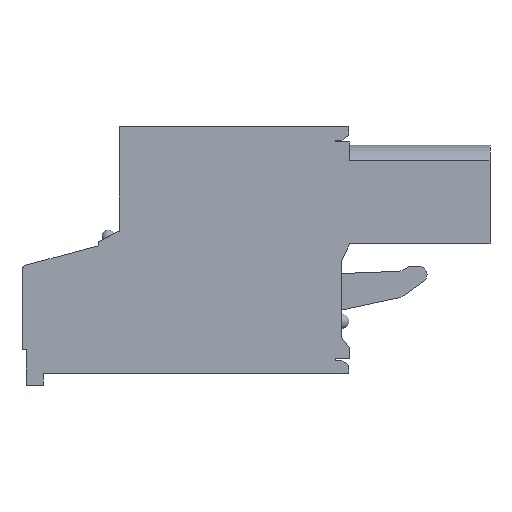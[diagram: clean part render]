
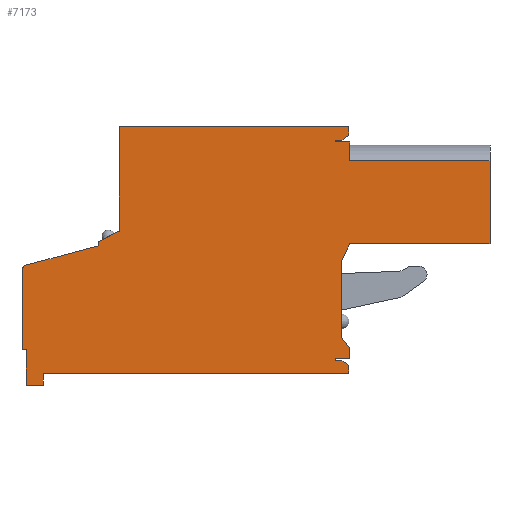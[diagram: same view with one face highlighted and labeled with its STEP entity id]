
A CAD part, left-side view. The second image highlights one B-rep face of the part: STEP entity #7173.
In plain terms, the highlighted planar face has unit normal (-1, 0, 0).
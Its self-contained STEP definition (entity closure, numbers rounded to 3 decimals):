
#1311=DIRECTION('',(0.,0.,-1.));
#1312=VECTOR('',#1311,4.89);
#1313=CARTESIAN_POINT('',(0.,-8.3,-2.));
#1314=LINE('',#1313,#1312);
#1315=DIRECTION('',(0.,-1.,0.));
#1316=VECTOR('',#1315,8.23);
#1317=CARTESIAN_POINT('',(0.,-0.07,-6.89));
#1318=LINE('',#1317,#1316);
#1319=DIRECTION('',(0.,-0.439,0.898));
#1320=VECTOR('',#1319,1.139);
#1321=CARTESIAN_POINT('',(0.,0.43,-7.913));
#1322=LINE('',#1321,#1320);
#1323=DIRECTION('',(0.,0.,1.));
#1324=VECTOR('',#1323,4.45);
#1325=CARTESIAN_POINT('',(0.,0.43,-12.363));
#1326=LINE('',#1325,#1324);
#1327=DIRECTION('',(0.,0.6,0.8));
#1328=VECTOR('',#1327,0.833);
#1329=CARTESIAN_POINT('',(0.,-0.07,-13.03));
#1330=LINE('',#1329,#1328);
#1331=DIRECTION('',(0.,0.,1.));
#1332=VECTOR('',#1331,0.6);
#1333=CARTESIAN_POINT('',(0.,-0.07,-13.63));
#1334=LINE('',#1333,#1332);
#1335=DIRECTION('',(0.,-1.,0.));
#1336=VECTOR('',#1335,0.85);
#1337=CARTESIAN_POINT('',(0.,0.78,-13.63));
#1338=LINE('',#1337,#1336);
#1339=DIRECTION('',(0.,0.,1.));
#1340=VECTOR('',#1339,0.1);
#1341=CARTESIAN_POINT('',(0.,0.78,-13.73));
#1342=LINE('',#1341,#1340);
#1343=DIRECTION('',(0.,1.,0.));
#1344=VECTOR('',#1343,0.38);
#1345=CARTESIAN_POINT('',(0.,0.4,-13.73));
#1346=LINE('',#1345,#1344);
#1347=DIRECTION('',(0.,0.8,0.6));
#1348=VECTOR('',#1347,0.5);
#1349=CARTESIAN_POINT('',(0.,0.,-14.03));
#1350=LINE('',#1349,#1348);
#1351=DIRECTION('',(0.,0.,1.));
#1352=VECTOR('',#1351,0.47);
#1353=CARTESIAN_POINT('',(0.,0.,-14.5));
#1354=LINE('',#1353,#1352);
#1355=DIRECTION('',(0.,-1.,0.));
#1356=VECTOR('',#1355,17.95);
#1357=CARTESIAN_POINT('',(0.,17.95,-14.5));
#1358=LINE('',#1357,#1356);
#1359=DIRECTION('',(0.,0.,1.));
#1360=VECTOR('',#1359,0.7);
#1361=CARTESIAN_POINT('',(0.,17.95,-15.2));
#1362=LINE('',#1361,#1360);
#1363=DIRECTION('',(0.,1.,0.));
#1364=VECTOR('',#1363,1.);
#1365=CARTESIAN_POINT('',(0.,17.95,-15.2));
#1366=LINE('',#1365,#1364);
#1367=DIRECTION('',(0.,0.,-1.));
#1368=VECTOR('',#1367,2.1);
#1369=CARTESIAN_POINT('',(0.,18.95,-13.1));
#1370=LINE('',#1369,#1368);
#1371=DIRECTION('',(0.,-1.,0.));
#1372=VECTOR('',#1371,0.25);
#1373=CARTESIAN_POINT('',(0.,19.2,-13.1));
#1374=LINE('',#1373,#1372);
#1375=DIRECTION('',(0.,0.,1.));
#1376=VECTOR('',#1375,4.67);
#1377=CARTESIAN_POINT('',(0.,19.2,-13.1));
#1378=LINE('',#1377,#1376);
#1379=CARTESIAN_POINT('',(0.,18.9,-8.43));
#1380=DIRECTION('',(1.,0.,0.));
#1381=DIRECTION('',(0.,1.,0.));
#1382=AXIS2_PLACEMENT_3D('',#1379,#1380,#1381);
#1384=DIRECTION('',(0.,0.966,-0.259));
#1385=VECTOR('',#1384,4.418);
#1386=CARTESIAN_POINT('',(0.,14.71,-6.997));
#1387=LINE('',#1386,#1385);
#1388=DIRECTION('',(0.,0.,-1.));
#1389=VECTOR('',#1388,0.154);
#1390=CARTESIAN_POINT('',(0.,14.71,-6.843));
#1391=LINE('',#1390,#1389);
#1392=CARTESIAN_POINT('',(0.,14.585,-6.843));
#1393=DIRECTION('',(-1.,0.,0.));
#1394=DIRECTION('',(0.,0.454,0.891));
#1395=AXIS2_PLACEMENT_3D('',#1392,#1393,#1394);
#1397=DIRECTION('',(0.,0.891,-0.454));
#1398=VECTOR('',#1397,1.281);
#1399=CARTESIAN_POINT('',(0.,13.5,-6.15));
#1400=LINE('',#1399,#1398);
#1401=DIRECTION('',(0.,0.,-1.));
#1402=VECTOR('',#1401,6.05);
#1403=CARTESIAN_POINT('',(0.,13.5,-0.1));
#1404=LINE('',#1403,#1402);
#1405=CARTESIAN_POINT('',(0.,13.4,-0.1));
#1406=DIRECTION('',(-1.,0.,0.));
#1407=DIRECTION('',(0.,0.,1.));
#1408=AXIS2_PLACEMENT_3D('',#1405,#1406,#1407);
#1410=DIRECTION('',(0.,-1.,0.));
#1411=VECTOR('',#1410,13.4);
#1412=CARTESIAN_POINT('',(0.,13.4,0.));
#1413=LINE('',#1412,#1411);
#1414=DIRECTION('',(0.,0.,1.));
#1415=VECTOR('',#1414,0.5);
#1416=CARTESIAN_POINT('',(0.,0.,-0.5));
#1417=LINE('',#1416,#1415);
#1418=DIRECTION('',(0.,-0.8,0.6));
#1419=VECTOR('',#1418,0.5);
#1420=CARTESIAN_POINT('',(0.,0.4,-0.8));
#1421=LINE('',#1420,#1419);
#1422=DIRECTION('',(0.,-1.,0.));
#1423=VECTOR('',#1422,0.38);
#1424=CARTESIAN_POINT('',(0.,0.78,-0.8));
#1425=LINE('',#1424,#1423);
#1426=DIRECTION('',(0.,0.,1.));
#1427=VECTOR('',#1426,0.1);
#1428=CARTESIAN_POINT('',(0.,0.78,-0.9));
#1429=LINE('',#1428,#1427);
#1430=DIRECTION('',(0.,1.,0.));
#1431=VECTOR('',#1430,0.85);
#1432=CARTESIAN_POINT('',(0.,-0.07,-0.9));
#1433=LINE('',#1432,#1431);
#1434=DIRECTION('',(0.,0.,1.));
#1435=VECTOR('',#1434,1.1);
#1436=CARTESIAN_POINT('',(0.,-0.07,-2.));
#1437=LINE('',#1436,#1435);
#1438=DIRECTION('',(0.,-1.,0.));
#1439=VECTOR('',#1438,8.23);
#1440=CARTESIAN_POINT('',(0.,-0.07,-2.));
#1441=LINE('',#1440,#1439);
#4454=CARTESIAN_POINT('',(0.,-8.3,-2.));
#4455=CARTESIAN_POINT('',(0.,-8.3,-6.89));
#4456=VERTEX_POINT('',#4454);
#4457=VERTEX_POINT('',#4455);
#4458=CARTESIAN_POINT('',(0.,17.95,-15.2));
#4459=CARTESIAN_POINT('',(0.,18.95,-15.2));
#4460=VERTEX_POINT('',#4458);
#4461=VERTEX_POINT('',#4459);
#4462=CARTESIAN_POINT('',(0.,19.2,-13.1));
#4463=CARTESIAN_POINT('',(0.,19.2,-8.43));
#4464=VERTEX_POINT('',#4462);
#4465=VERTEX_POINT('',#4463);
#4466=CARTESIAN_POINT('',(0.,13.4,0.));
#4467=CARTESIAN_POINT('',(0.,0.,0.));
#4468=VERTEX_POINT('',#4466);
#4469=VERTEX_POINT('',#4467);
#4470=CARTESIAN_POINT('',(0.,17.95,-14.5));
#4471=VERTEX_POINT('',#4470);
#4472=CARTESIAN_POINT('',(0.,0.,-14.5));
#4473=VERTEX_POINT('',#4472);
#4474=CARTESIAN_POINT('',(0.,18.95,-13.1));
#4475=VERTEX_POINT('',#4474);
#4476=CARTESIAN_POINT('',(0.,13.5,-0.1));
#4477=CARTESIAN_POINT('',(0.,13.5,-6.15));
#4478=VERTEX_POINT('',#4476);
#4479=VERTEX_POINT('',#4477);
#4480=CARTESIAN_POINT('',(0.,14.71,-6.997));
#4481=CARTESIAN_POINT('',(0.,18.978,-8.14));
#4482=VERTEX_POINT('',#4480);
#4483=VERTEX_POINT('',#4481);
#4484=CARTESIAN_POINT('',(0.,14.642,-6.732));
#4485=VERTEX_POINT('',#4484);
#4486=CARTESIAN_POINT('',(0.,14.71,-6.843));
#4487=VERTEX_POINT('',#4486);
#4488=CARTESIAN_POINT('',(0.,-0.07,-0.9));
#4489=CARTESIAN_POINT('',(0.,0.78,-0.9));
#4490=VERTEX_POINT('',#4488);
#4491=VERTEX_POINT('',#4489);
#4492=CARTESIAN_POINT('',(0.,0.78,-13.63));
#4493=CARTESIAN_POINT('',(0.,-0.07,-13.63));
#4494=VERTEX_POINT('',#4492);
#4495=VERTEX_POINT('',#4493);
#4496=CARTESIAN_POINT('',(0.,-0.07,-13.03));
#4497=VERTEX_POINT('',#4496);
#4498=CARTESIAN_POINT('',(0.,0.43,-12.363));
#4499=VERTEX_POINT('',#4498);
#4500=CARTESIAN_POINT('',(0.,0.43,-7.913));
#4501=VERTEX_POINT('',#4500);
#4502=CARTESIAN_POINT('',(0.,-0.07,-6.89));
#4503=VERTEX_POINT('',#4502);
#4504=CARTESIAN_POINT('',(0.,0.,-14.03));
#4505=VERTEX_POINT('',#4504);
#4506=CARTESIAN_POINT('',(0.,0.4,-13.73));
#4507=VERTEX_POINT('',#4506);
#4508=CARTESIAN_POINT('',(0.,0.78,-13.73));
#4509=VERTEX_POINT('',#4508);
#4510=CARTESIAN_POINT('',(0.,0.78,-0.8));
#4511=VERTEX_POINT('',#4510);
#4512=CARTESIAN_POINT('',(0.,0.4,-0.8));
#4513=VERTEX_POINT('',#4512);
#4514=CARTESIAN_POINT('',(0.,0.,-0.5));
#4515=VERTEX_POINT('',#4514);
#4516=CARTESIAN_POINT('',(0.,-0.07,-2.));
#4517=VERTEX_POINT('',#4516);
#7111=CARTESIAN_POINT('',(0.,-9.833,8.4));
#7112=DIRECTION('',(-1.,0.,0.));
#7113=DIRECTION('',(0.,1.,0.));
#7114=AXIS2_PLACEMENT_3D('',#7111,#7112,#7113);
#7115=PLANE('',#7114);
#7116=ORIENTED_EDGE('',*,*,#6018,.T.);
#7117=ORIENTED_EDGE('',*,*,#5796,.F.);
#7118=ORIENTED_EDGE('',*,*,#5754,.F.);
#7119=ORIENTED_EDGE('',*,*,#5435,.F.);
#7120=ORIENTED_EDGE('',*,*,#7106,.F.);
#7121=ORIENTED_EDGE('',*,*,#7093,.F.);
#7122=ORIENTED_EDGE('',*,*,#6437,.F.);
#7124=ORIENTED_EDGE('',*,*,#7123,.F.);
#7126=ORIENTED_EDGE('',*,*,#7125,.F.);
#7128=ORIENTED_EDGE('',*,*,#7127,.F.);
#7130=ORIENTED_EDGE('',*,*,#7129,.F.);
#7132=ORIENTED_EDGE('',*,*,#7131,.F.);
#7134=ORIENTED_EDGE('',*,*,#7133,.F.);
#7136=ORIENTED_EDGE('',*,*,#7135,.T.);
#7138=ORIENTED_EDGE('',*,*,#7137,.F.);
#7140=ORIENTED_EDGE('',*,*,#7139,.F.);
#7142=ORIENTED_EDGE('',*,*,#7141,.T.);
#7144=ORIENTED_EDGE('',*,*,#7143,.T.);
#7146=ORIENTED_EDGE('',*,*,#7145,.F.);
#7148=ORIENTED_EDGE('',*,*,#7147,.F.);
#7150=ORIENTED_EDGE('',*,*,#7149,.F.);
#7152=ORIENTED_EDGE('',*,*,#7151,.F.);
#7154=ORIENTED_EDGE('',*,*,#7153,.F.);
#7156=ORIENTED_EDGE('',*,*,#7155,.F.);
#7158=ORIENTED_EDGE('',*,*,#7157,.T.);
#7160=ORIENTED_EDGE('',*,*,#7159,.F.);
#7162=ORIENTED_EDGE('',*,*,#7161,.F.);
#7164=ORIENTED_EDGE('',*,*,#7163,.F.);
#7166=ORIENTED_EDGE('',*,*,#7165,.F.);
#7167=ORIENTED_EDGE('',*,*,#6248,.F.);
#7168=ORIENTED_EDGE('',*,*,#5961,.F.);
#7170=ORIENTED_EDGE('',*,*,#7169,.T.);
#7171=EDGE_LOOP('',(#7116,#7117,#7118,#7119,#7120,#7121,#7122,#7124,#7126,#7128,
#7130,#7132,#7134,#7136,#7138,#7140,#7142,#7144,#7146,#7148,#7150,#7152,#7154,
#7156,#7158,#7160,#7162,#7164,#7166,#7167,#7168,#7170));
#7172=FACE_OUTER_BOUND('',#7171,.F.);
#7173=ADVANCED_FACE('',(#7172),#7115,.T.);
#1383=CIRCLE('',#1382,0.3);
#1396=CIRCLE('',#1395,0.125);
#1409=CIRCLE('',#1408,0.1);
#5435=EDGE_CURVE('',#4499,#4501,#1326,.T.);
#5754=EDGE_CURVE('',#4501,#4503,#1322,.T.);
#5796=EDGE_CURVE('',#4503,#4457,#1318,.T.);
#5961=EDGE_CURVE('',#4517,#4490,#1437,.T.);
#6018=EDGE_CURVE('',#4456,#4457,#1314,.T.);
#6248=EDGE_CURVE('',#4490,#4491,#1433,.T.);
#6437=EDGE_CURVE('',#4494,#4495,#1338,.T.);
#7093=EDGE_CURVE('',#4495,#4497,#1334,.T.);
#7106=EDGE_CURVE('',#4497,#4499,#1330,.T.);
#7123=EDGE_CURVE('',#4509,#4494,#1342,.T.);
#7125=EDGE_CURVE('',#4507,#4509,#1346,.T.);
#7127=EDGE_CURVE('',#4505,#4507,#1350,.T.);
#7129=EDGE_CURVE('',#4473,#4505,#1354,.T.);
#7131=EDGE_CURVE('',#4471,#4473,#1358,.T.);
#7133=EDGE_CURVE('',#4460,#4471,#1362,.T.);
#7135=EDGE_CURVE('',#4460,#4461,#1366,.T.);
#7137=EDGE_CURVE('',#4475,#4461,#1370,.T.);
#7139=EDGE_CURVE('',#4464,#4475,#1374,.T.);
#7141=EDGE_CURVE('',#4464,#4465,#1378,.T.);
#7143=EDGE_CURVE('',#4465,#4483,#1383,.T.);
#7145=EDGE_CURVE('',#4482,#4483,#1387,.T.);
#7147=EDGE_CURVE('',#4487,#4482,#1391,.T.);
#7149=EDGE_CURVE('',#4485,#4487,#1396,.T.);
#7151=EDGE_CURVE('',#4479,#4485,#1400,.T.);
#7153=EDGE_CURVE('',#4478,#4479,#1404,.T.);
#7155=EDGE_CURVE('',#4468,#4478,#1409,.T.);
#7157=EDGE_CURVE('',#4468,#4469,#1413,.T.);
#7159=EDGE_CURVE('',#4515,#4469,#1417,.T.);
#7161=EDGE_CURVE('',#4513,#4515,#1421,.T.);
#7163=EDGE_CURVE('',#4511,#4513,#1425,.T.);
#7165=EDGE_CURVE('',#4491,#4511,#1429,.T.);
#7169=EDGE_CURVE('',#4517,#4456,#1441,.T.);
